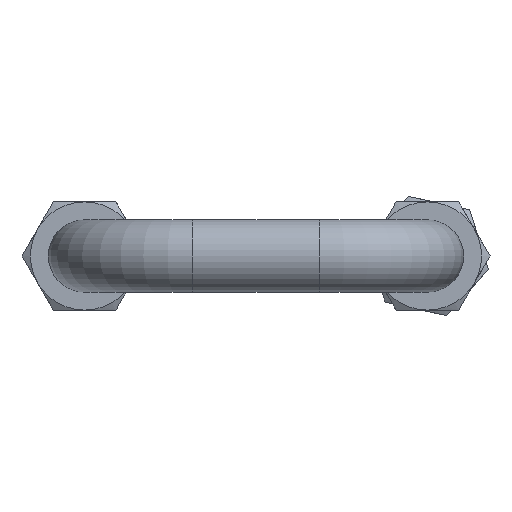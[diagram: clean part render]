
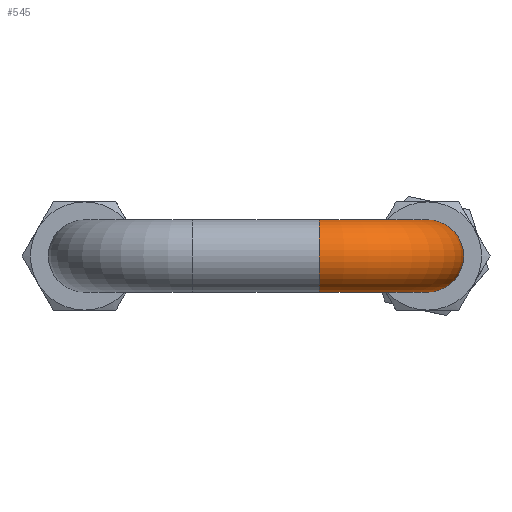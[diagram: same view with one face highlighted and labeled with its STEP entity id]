
A CAD part, left-side view. The second image highlights one B-rep face of the part: STEP entity #545.
In plain terms, the highlighted toroidal (fillet/blend) face has major radius 19.05 mm and minor radius 6.35 mm.
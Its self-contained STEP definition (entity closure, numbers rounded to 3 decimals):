
#61=TOROIDAL_SURFACE('',#666,19.05,6.35);
#102=FACE_OUTER_BOUND('',#140,.T.);
#140=EDGE_LOOP('',(#398,#399,#400,#401,#402,#403));
#214=CIRCLE('',#663,6.35);
#215=CIRCLE('',#664,6.35);
#216=CIRCLE('',#667,12.7);
#217=CIRCLE('',#668,6.35);
#218=CIRCLE('',#669,6.35);
#253=VERTEX_POINT('',#942);
#254=VERTEX_POINT('',#944);
#255=VERTEX_POINT('',#949);
#256=VERTEX_POINT('',#951);
#306=EDGE_CURVE('',#254,#253,#214,.T.);
#307=EDGE_CURVE('',#253,#254,#215,.T.);
#308=EDGE_CURVE('',#254,#255,#216,.T.);
#309=EDGE_CURVE('',#256,#255,#217,.T.);
#310=EDGE_CURVE('',#255,#256,#218,.T.);
#398=ORIENTED_EDGE('',*,*,#306,.T.);
#399=ORIENTED_EDGE('',*,*,#307,.T.);
#400=ORIENTED_EDGE('',*,*,#308,.T.);
#401=ORIENTED_EDGE('',*,*,#309,.F.);
#402=ORIENTED_EDGE('',*,*,#310,.F.);
#403=ORIENTED_EDGE('',*,*,#308,.F.);
#545=ADVANCED_FACE('',(#102),#61,.T.);
#663=AXIS2_PLACEMENT_3D('',#945,#769,#770);
#664=AXIS2_PLACEMENT_3D('',#946,#771,#772);
#666=AXIS2_PLACEMENT_3D('',#948,#775,#776);
#667=AXIS2_PLACEMENT_3D('',#950,#777,#778);
#668=AXIS2_PLACEMENT_3D('',#952,#779,#780);
#669=AXIS2_PLACEMENT_3D('',#953,#781,#782);
#769=DIRECTION('center_axis',(-1.,0.,0.));
#770=DIRECTION('ref_axis',(0.,1.,0.));
#771=DIRECTION('center_axis',(-1.,0.,0.));
#772=DIRECTION('ref_axis',(0.,1.,0.));
#775=DIRECTION('center_axis',(0.,0.,1.));
#776=DIRECTION('ref_axis',(1.,0.,0.));
#777=DIRECTION('center_axis',(0.,0.,-1.));
#778=DIRECTION('ref_axis',(1.,0.,0.));
#779=DIRECTION('center_axis',(0.,1.,0.));
#780=DIRECTION('ref_axis',(1.,0.,0.));
#781=DIRECTION('center_axis',(0.,1.,0.));
#782=DIRECTION('ref_axis',(1.,0.,0.));
#942=CARTESIAN_POINT('',(-190.95,-66.675,0.));
#944=CARTESIAN_POINT('',(-190.95,-53.975,0.));
#945=CARTESIAN_POINT('Origin',(-190.95,-60.325,0.));
#946=CARTESIAN_POINT('Origin',(-190.95,-60.325,0.));
#948=CARTESIAN_POINT('Origin',(-190.95,-41.275,0.));
#949=CARTESIAN_POINT('',(-203.65,-41.275,0.));
#950=CARTESIAN_POINT('Origin',(-190.95,-41.275,0.));
#951=CARTESIAN_POINT('',(-216.35,-41.275,0.));
#952=CARTESIAN_POINT('Origin',(-210.,-41.275,0.));
#953=CARTESIAN_POINT('Origin',(-210.,-41.275,0.));
